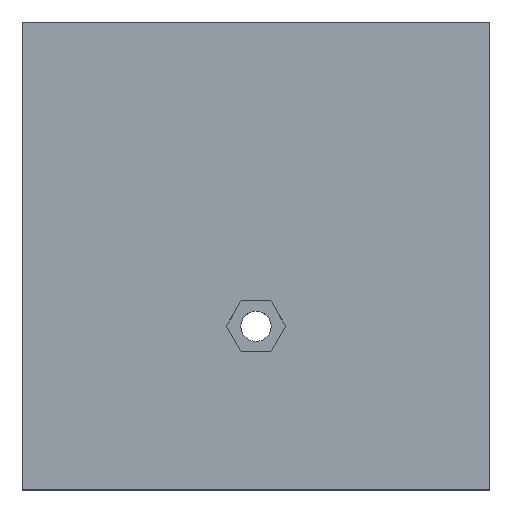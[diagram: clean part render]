
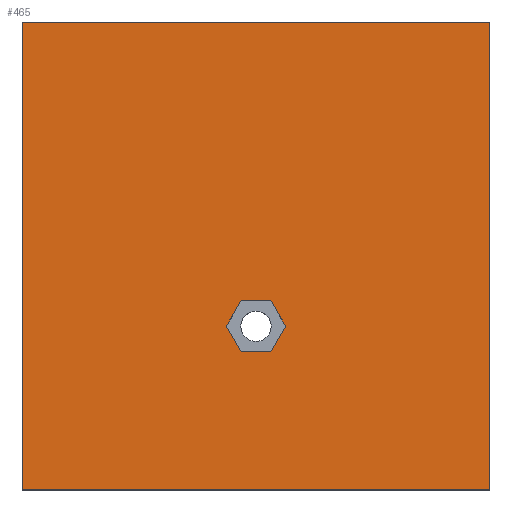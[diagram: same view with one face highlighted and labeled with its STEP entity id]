
A CAD part, top view. The second image highlights one B-rep face of the part: STEP entity #465.
In plain terms, the highlighted planar face has unit normal (0, 0, 1).
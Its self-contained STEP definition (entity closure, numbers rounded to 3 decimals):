
#407=AXIS2_PLACEMENT_3D('Plane Axis2P3D',#404,#405,#406) ;
#188=CARTESIAN_POINT('Vertex',(50.,65.,5.)) ;
#202=CARTESIAN_POINT('Vertex',(-50.,65.,5.)) ;
#205=CARTESIAN_POINT('Line Origine',(0.,65.,5.)) ;
#228=CARTESIAN_POINT('Vertex',(50.,-35.,5.)) ;
#236=CARTESIAN_POINT('Line Origine',(50.,15.,5.)) ;
#259=CARTESIAN_POINT('Vertex',(-50.,-35.,5.)) ;
#267=CARTESIAN_POINT('Line Origine',(0.,-35.,5.)) ;
#289=CARTESIAN_POINT('Line Origine',(-50.,15.,5.)) ;
#404=CARTESIAN_POINT('Axis2P3D Location',(0.,0.,5.)) ;
#415=CARTESIAN_POINT('Line Origine',(4.763,-2.75,5.)) ;
#419=CARTESIAN_POINT('Vertex',(3.175,-5.5,5.)) ;
#421=CARTESIAN_POINT('Vertex',(6.351,0.,5.)) ;
#424=CARTESIAN_POINT('Line Origine',(0.,-5.5,5.)) ;
#428=CARTESIAN_POINT('Vertex',(-3.175,-5.5,5.)) ;
#431=CARTESIAN_POINT('Line Origine',(-4.763,-2.75,5.)) ;
#435=CARTESIAN_POINT('Vertex',(-6.351,0.,5.)) ;
#438=CARTESIAN_POINT('Line Origine',(-4.763,2.75,5.)) ;
#442=CARTESIAN_POINT('Vertex',(-3.175,5.5,5.)) ;
#445=CARTESIAN_POINT('Line Origine',(0.,5.5,5.)) ;
#449=CARTESIAN_POINT('Vertex',(3.175,5.5,5.)) ;
#452=CARTESIAN_POINT('Line Origine',(4.763,2.75,5.)) ;
#206=DIRECTION('Vector Direction',(1.,0.,0.)) ;
#237=DIRECTION('Vector Direction',(0.,1.,0.)) ;
#268=DIRECTION('Vector Direction',(-1.,0.,0.)) ;
#290=DIRECTION('Vector Direction',(0.,-1.,0.)) ;
#405=DIRECTION('Axis2P3D Direction',(0.,0.,1.)) ;
#406=DIRECTION('Axis2P3D XDirection',(1.,0.,0.)) ;
#416=DIRECTION('Vector Direction',(0.5,0.866,0.)) ;
#425=DIRECTION('Vector Direction',(1.,0.,0.)) ;
#432=DIRECTION('Vector Direction',(0.5,-0.866,0.)) ;
#439=DIRECTION('Vector Direction',(-0.5,-0.866,0.)) ;
#446=DIRECTION('Vector Direction',(-1.,0.,0.)) ;
#453=DIRECTION('Vector Direction',(-0.5,0.866,0.)) ;
#207=VECTOR('Line Direction',#206,1.) ;
#238=VECTOR('Line Direction',#237,1.) ;
#269=VECTOR('Line Direction',#268,1.) ;
#291=VECTOR('Line Direction',#290,1.) ;
#417=VECTOR('Line Direction',#416,1.) ;
#426=VECTOR('Line Direction',#425,1.) ;
#433=VECTOR('Line Direction',#432,1.) ;
#440=VECTOR('Line Direction',#439,1.) ;
#447=VECTOR('Line Direction',#446,1.) ;
#454=VECTOR('Line Direction',#453,1.) ;
#410=ORIENTED_EDGE('',*,*,#293,.T.) ;
#411=ORIENTED_EDGE('',*,*,#271,.T.) ;
#412=ORIENTED_EDGE('',*,*,#240,.T.) ;
#413=ORIENTED_EDGE('',*,*,#209,.T.) ;
#458=ORIENTED_EDGE('',*,*,#423,.F.) ;
#459=ORIENTED_EDGE('',*,*,#430,.F.) ;
#460=ORIENTED_EDGE('',*,*,#437,.F.) ;
#461=ORIENTED_EDGE('',*,*,#444,.F.) ;
#462=ORIENTED_EDGE('',*,*,#451,.F.) ;
#463=ORIENTED_EDGE('',*,*,#456,.F.) ;
#464=FACE_BOUND('',#457,.T.) ;
#465=ADVANCED_FACE('',(#414,#464),#408,.T.) ;
#209=EDGE_CURVE('',#189,#203,#208,.F.) ;
#240=EDGE_CURVE('',#229,#189,#239,.T.) ;
#271=EDGE_CURVE('',#260,#229,#270,.F.) ;
#293=EDGE_CURVE('',#203,#260,#292,.T.) ;
#423=EDGE_CURVE('',#420,#422,#418,.T.) ;
#430=EDGE_CURVE('',#429,#420,#427,.T.) ;
#437=EDGE_CURVE('',#436,#429,#434,.T.) ;
#444=EDGE_CURVE('',#443,#436,#441,.T.) ;
#451=EDGE_CURVE('',#450,#443,#448,.T.) ;
#456=EDGE_CURVE('',#422,#450,#455,.T.) ;
#409=EDGE_LOOP('',(#410,#411,#412,#413)) ;
#457=EDGE_LOOP('',(#458,#459,#460,#461,#462,#463)) ;
#414=FACE_OUTER_BOUND('',#409,.T.) ;
#208=LINE('Line',#205,#207) ;
#239=LINE('Line',#236,#238) ;
#270=LINE('Line',#267,#269) ;
#292=LINE('Line',#289,#291) ;
#418=LINE('Line',#415,#417) ;
#427=LINE('Line',#424,#426) ;
#434=LINE('Line',#431,#433) ;
#441=LINE('Line',#438,#440) ;
#448=LINE('Line',#445,#447) ;
#455=LINE('Line',#452,#454) ;
#408=PLANE('Plane',#407) ;
#189=VERTEX_POINT('',#188) ;
#203=VERTEX_POINT('',#202) ;
#229=VERTEX_POINT('',#228) ;
#260=VERTEX_POINT('',#259) ;
#420=VERTEX_POINT('',#419) ;
#422=VERTEX_POINT('',#421) ;
#429=VERTEX_POINT('',#428) ;
#436=VERTEX_POINT('',#435) ;
#443=VERTEX_POINT('',#442) ;
#450=VERTEX_POINT('',#449) ;
